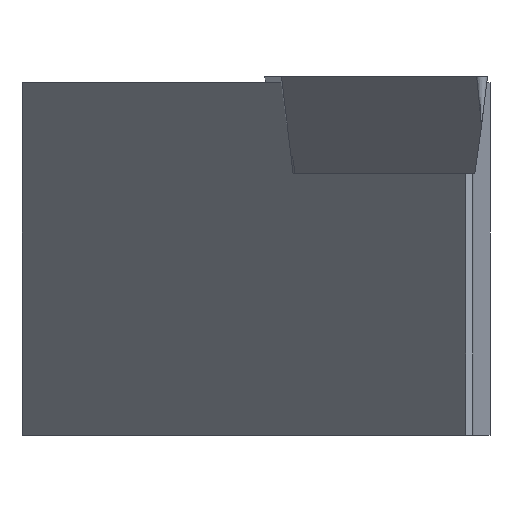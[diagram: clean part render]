
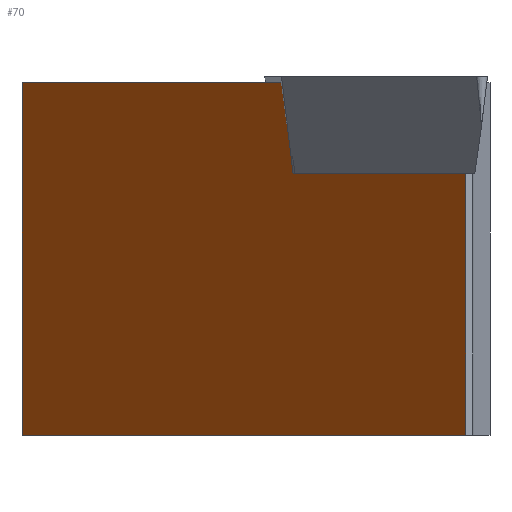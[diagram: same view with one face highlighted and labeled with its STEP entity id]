
A CAD part, left-side view. The second image highlights one B-rep face of the part: STEP entity #70.
In plain terms, the highlighted planar face has unit normal (-0.616, 0.788, 0).
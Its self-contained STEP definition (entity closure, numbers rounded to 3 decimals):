
#70=ADVANCED_FACE('',(#115),#95,.F.);
#95=PLANE('',#499);
#115=FACE_OUTER_BOUND('',#139,.T.);
#139=EDGE_LOOP('',(#188,#189,#190,#191,#192,#193));
#188=ORIENTED_EDGE('',*,*,#346,.F.);
#189=ORIENTED_EDGE('',*,*,#336,.F.);
#190=ORIENTED_EDGE('',*,*,#347,.T.);
#191=ORIENTED_EDGE('',*,*,#348,.F.);
#192=ORIENTED_EDGE('',*,*,#344,.F.);
#193=ORIENTED_EDGE('',*,*,#349,.F.);
#296=VERTEX_POINT('',#664);
#297=VERTEX_POINT('',#666);
#302=VERTEX_POINT('',#680);
#303=VERTEX_POINT('',#682);
#304=VERTEX_POINT('',#686);
#305=VERTEX_POINT('',#688);
#336=EDGE_CURVE('',#296,#297,#395,.T.);
#344=EDGE_CURVE('',#302,#303,#403,.T.);
#346=EDGE_CURVE('',#297,#304,#405,.T.);
#347=EDGE_CURVE('',#296,#305,#406,.T.);
#348=EDGE_CURVE('',#303,#305,#407,.T.);
#349=EDGE_CURVE('',#304,#302,#408,.T.);
#395=LINE('',#665,#447);
#403=LINE('',#681,#455);
#405=LINE('',#685,#457);
#406=LINE('',#687,#458);
#407=LINE('',#689,#459);
#408=LINE('',#690,#460);
#447=VECTOR('',#538,1.);
#455=VECTOR('',#550,1.);
#457=VECTOR('',#554,1.);
#458=VECTOR('',#555,1.);
#459=VECTOR('',#556,1.);
#460=VECTOR('',#557,1.);
#499=AXIS2_PLACEMENT_3D('',#691,#558,#559);
#538=DIRECTION('',(-0.788,-0.616,0.));
#550=DIRECTION('',(0.,0.,-1.));
#554=DIRECTION('',(-0.165,-0.129,-0.978));
#555=DIRECTION('',(0.,0.,-1.));
#556=DIRECTION('',(0.788,0.616,0.));
#557=DIRECTION('',(-0.788,-0.616,0.));
#558=DIRECTION('',(0.616,-0.788,0.));
#559=DIRECTION('',(0.788,0.616,0.));
#664=CARTESIAN_POINT('',(20.103,15.4,-0.2));
#665=CARTESIAN_POINT('',(1.409,0.795,-0.2));
#666=CARTESIAN_POINT('',(9.11,6.812,-0.2));
#680=CARTESIAN_POINT('',(1.409,0.795,-3.18));
#681=CARTESIAN_POINT('',(1.409,0.795,-20.));
#682=CARTESIAN_POINT('',(1.409,0.795,-11.8));
#685=CARTESIAN_POINT('',(5.579,4.053,-21.133));
#686=CARTESIAN_POINT('',(8.608,6.419,-3.18));
#687=CARTESIAN_POINT('',(20.103,15.4,-20.));
#688=CARTESIAN_POINT('',(20.103,15.4,-11.8));
#689=CARTESIAN_POINT('',(1.409,0.795,-11.8));
#690=CARTESIAN_POINT('',(1.409,0.795,-3.18));
#691=CARTESIAN_POINT('',(1.409,0.795,-20.));
